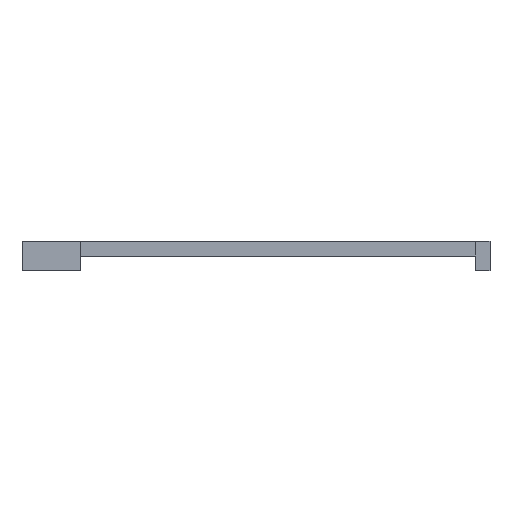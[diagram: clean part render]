
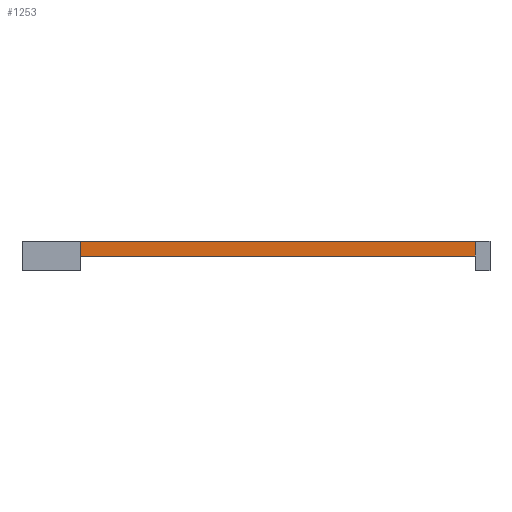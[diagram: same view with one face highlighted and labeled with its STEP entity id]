
A CAD part, front view. The second image highlights one B-rep face of the part: STEP entity #1253.
In plain terms, the highlighted planar face has unit normal (0, -1, 0).
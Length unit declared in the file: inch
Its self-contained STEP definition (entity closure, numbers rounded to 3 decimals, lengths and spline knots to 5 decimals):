
#243=FACE_OUTER_BOUND('',#303,.T.);
#303=EDGE_LOOP('',(#908,#909,#910,#911));
#447=LINE('',#1869,#527);
#457=LINE('',#1889,#537);
#458=LINE('',#1891,#538);
#459=LINE('',#1892,#539);
#527=VECTOR('',#1481,0.3937);
#537=VECTOR('',#1499,0.3937);
#538=VECTOR('',#1500,0.3937);
#539=VECTOR('',#1501,0.3937);
#607=VERTEX_POINT('',#1866);
#608=VERTEX_POINT('',#1868);
#614=VERTEX_POINT('',#1888);
#615=VERTEX_POINT('',#1890);
#721=EDGE_CURVE('',#608,#607,#447,.T.);
#731=EDGE_CURVE('',#607,#614,#457,.T.);
#732=EDGE_CURVE('',#615,#614,#458,.T.);
#733=EDGE_CURVE('',#615,#608,#459,.T.);
#908=ORIENTED_EDGE('',*,*,#721,.T.);
#909=ORIENTED_EDGE('',*,*,#731,.T.);
#910=ORIENTED_EDGE('',*,*,#732,.F.);
#911=ORIENTED_EDGE('',*,*,#733,.T.);
#1239=PLANE('',#1327);
#1253=ADVANCED_FACE('',(#243),#1239,.T.);
#1327=AXIS2_PLACEMENT_3D('',#1887,#1497,#1498);
#1481=DIRECTION('',(0.,0.,-1.));
#1497=DIRECTION('center_axis',(0.,-1.,0.));
#1498=DIRECTION('ref_axis',(-1.,0.,0.));
#1499=DIRECTION('',(1.,0.,0.));
#1500=DIRECTION('',(0.,0.,-1.));
#1501=DIRECTION('',(-1.,0.,0.));
#1866=CARTESIAN_POINT('',(1.23622,-8.,-0.70079));
#1868=CARTESIAN_POINT('',(1.23622,-8.,-0.45079));
#1869=CARTESIAN_POINT('',(1.23622,-8.,-0.45079));
#1887=CARTESIAN_POINT('Origin',(8.,-8.,-0.45079));
#1888=CARTESIAN_POINT('',(8.,-8.,-0.70079));
#1889=CARTESIAN_POINT('',(6.05906,-8.,-0.70079));
#1890=CARTESIAN_POINT('',(8.,-8.,-0.45079));
#1891=CARTESIAN_POINT('',(8.,-8.,-0.45079));
#1892=CARTESIAN_POINT('',(8.,-8.,-0.45079));
